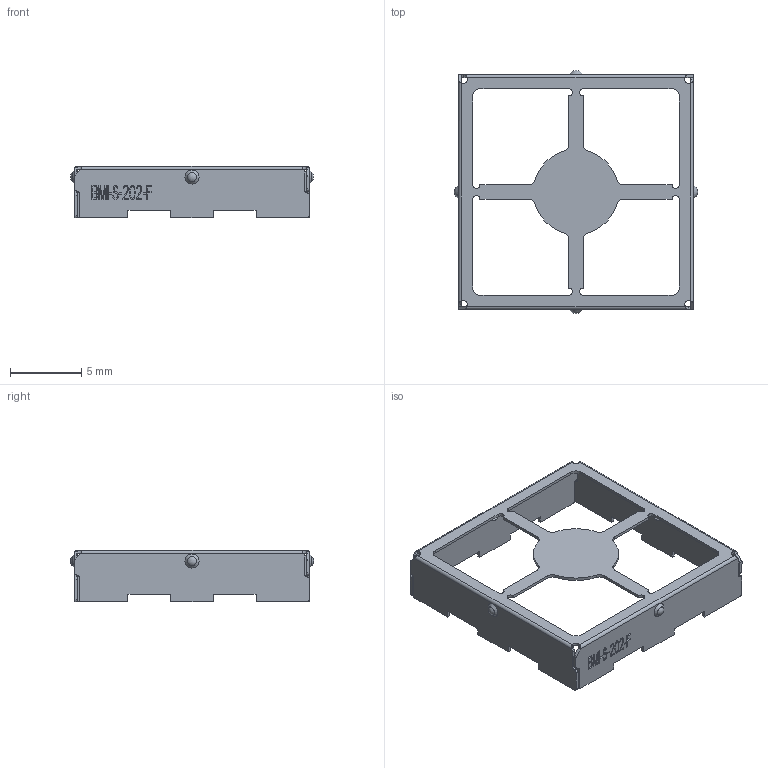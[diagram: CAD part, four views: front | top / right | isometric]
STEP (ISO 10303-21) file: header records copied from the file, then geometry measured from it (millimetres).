
FILE_DESCRIPTION(('STEP AP214'), '1');
FILE_NAME('Laird-BMI-S-202-F', '', ('UNSPECIFIED'), ('UNSPECIFIED'), 'ASCON STEP Converter 1.3', 'ASCON Math Kernel', '');
FILE_SCHEMA(('AUTOMOTIVE_DESIGN { 1 0 10303 214 3 1 1}'));
Length unit declared in the file: millimetre
Products named in the file (2): Laird-DEFAULT_Laird-BMI-S-202-F  and  BMI-S-202-C_BMI-S-202-F
Assembly tree (1 placements, depth 2):
  Laird-DEFAULT_Laird-BMI-S-202-F  and  BMI-S-202-C_BMI-S-202-F
    (unnamed)
Bounding box: 17.1 x 17.1 x 3.6 mm (x, y, z)
Volume: 62 mm3; surface area: 670.1 mm2
Topology: 1 solids, 1 shells, 517 faces, 1431 edges, 946 vertices
Faces by surface type: plane 421, cylinder 64, bspline 16, cone 8, sphere 8
Entity records: 20942 total; most frequent: CARTESIAN_POINT 3497, ORIENTED_EDGE 2846, DIRECTION 2528, EDGE_CURVE 1423, LINE 1250, VECTOR 1250, VERTEX_POINT 946, AXIS2_PLACEMENT_3D 639
